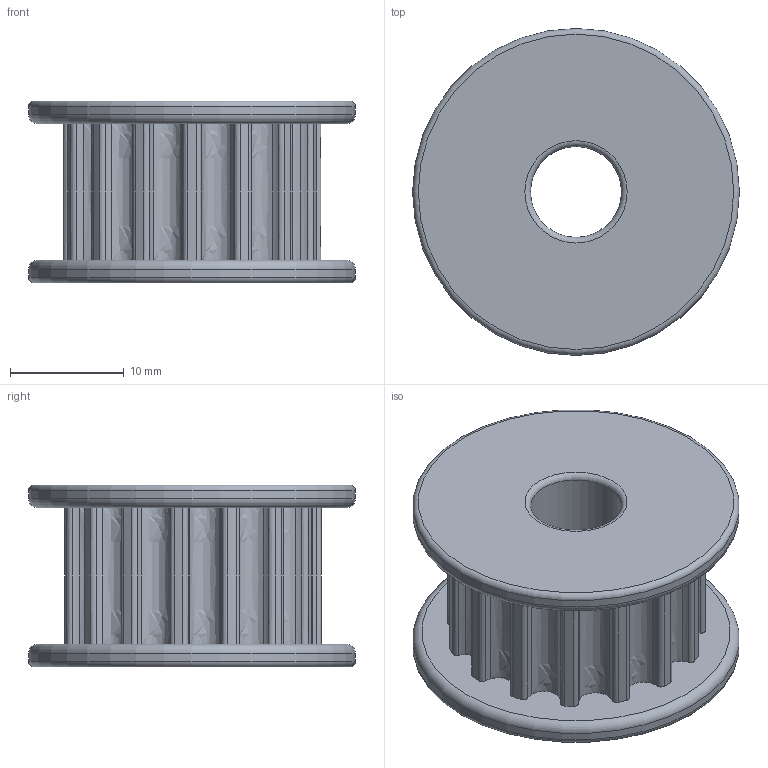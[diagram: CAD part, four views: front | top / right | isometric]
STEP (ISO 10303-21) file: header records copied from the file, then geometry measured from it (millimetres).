
FILE_DESCRIPTION(('FreeCAD Model'),'2;1');
FILE_NAME('Open CASCADE Shape Model','2024-08-01T19:32:27',(''),(''), 'Open CASCADE STEP processor 7.6','FreeCAD','Unknown');
FILE_SCHEMA(('AUTOMOTIVE_DESIGN { 1 0 10303 214 1 1 1 1 }'));
Length unit declared in the file: millimetre
Products named in the file (1): 15Z
Bounding box: 28.73 x 28.73 x 16 mm (x, y, z)
Volume: 5383.8 mm3; surface area: 3747.7 mm2
Topology: 1 solids, 1 shells, 109 faces, 307 edges, 203 vertices
Faces by surface type: extrusion 84, plane 11, cylinder 9, torus 5
Full cylindrical faces by diameter (mm): 8 x1, 28.73 x2
Entity records: 7258 total; most frequent: CARTESIAN_POINT 2122, DIRECTION 741, VECTOR 623, ORIENTED_EDGE 614, PCURVE 614, DEFINITIONAL_REPRESENTATION 614, LINE 539, EDGE_CURVE 307
